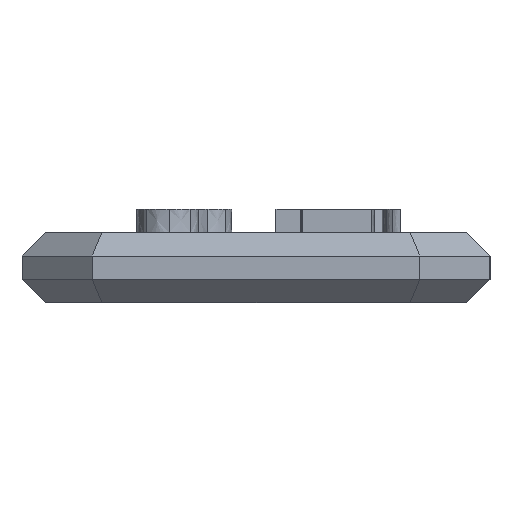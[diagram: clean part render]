
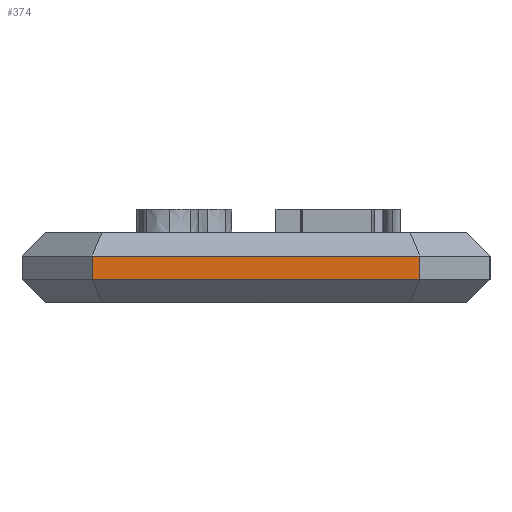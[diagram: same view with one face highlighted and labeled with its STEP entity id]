
A CAD part, left-side view. The second image highlights one B-rep face of the part: STEP entity #374.
In plain terms, the highlighted planar face has unit normal (-1, 0, 0).
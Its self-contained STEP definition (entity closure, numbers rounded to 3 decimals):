
#374=ADVANCED_FACE('',(#2656),#2658,.T.);
#2656=FACE_BOUND('',#2657,.T.);
#2657=EDGE_LOOP('',(#6118,#6119,#6120,#6121));
#2658=PLANE('',#2659);
#2659=AXIS2_PLACEMENT_3D('',#2660,#2661,#2662);
#2660=CARTESIAN_POINT('',(-30.,10.,0.));
#2661=DIRECTION('',(-1.,0.,0.));
#2662=DIRECTION('',(0.,-1.,0.));
#6118=ORIENTED_EDGE('',*,*,#7912,.T.);
#6119=ORIENTED_EDGE('',*,*,#8556,.T.);
#6120=ORIENTED_EDGE('',*,*,#7937,.F.);
#6121=ORIENTED_EDGE('',*,*,#8557,.F.);
#7912=EDGE_CURVE('',#9646,#9647,#9648,.T.);
#7937=EDGE_CURVE('',#9681,#9684,#9685,.T.);
#8556=EDGE_CURVE('',#9647,#9684,#10614,.T.);
#8557=EDGE_CURVE('',#9646,#9681,#10615,.T.);
#9646=VERTEX_POINT('',#12644);
#9647=VERTEX_POINT('',#12645);
#9648=LINE('',#12646,#12647);
#9681=VERTEX_POINT('',#12725);
#9684=VERTEX_POINT('',#12732);
#9685=LINE('',#12733,#12734);
#10614=LINE('',#14900,#14901);
#10615=LINE('',#14903,#14904);
#12644=CARTESIAN_POINT('',(-30.,7.,1.));
#12645=CARTESIAN_POINT('',(-30.,-7.,1.));
#12646=CARTESIAN_POINT('',(-30.,7.,1.));
#12647=VECTOR('',#12648,1.);
#12648=DIRECTION('',(0.,-1.,0.));
#12725=CARTESIAN_POINT('',(-30.,7.,2.));
#12732=CARTESIAN_POINT('',(-30.,-7.,2.));
#12733=CARTESIAN_POINT('',(-30.,7.,2.));
#12734=VECTOR('',#12735,1.);
#12735=DIRECTION('',(0.,-1.,0.));
#14900=CARTESIAN_POINT('',(-30.,-7.,1.));
#14901=VECTOR('',#14902,1.);
#14902=DIRECTION('',(0.,0.,1.));
#14903=CARTESIAN_POINT('',(-30.,7.,1.));
#14904=VECTOR('',#14905,1.);
#14905=DIRECTION('',(0.,0.,1.));
